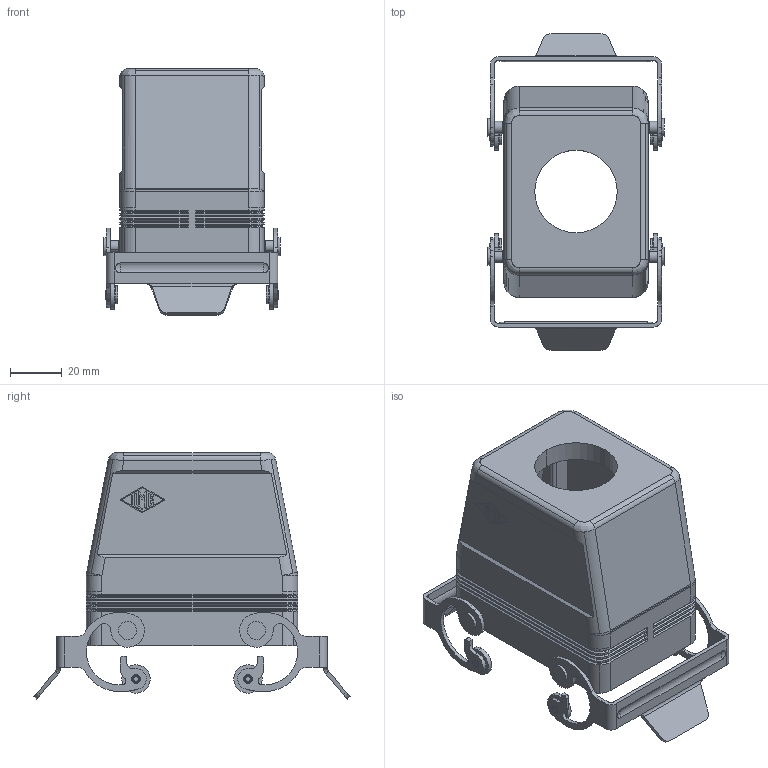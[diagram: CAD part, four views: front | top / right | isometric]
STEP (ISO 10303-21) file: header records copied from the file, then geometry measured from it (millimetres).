
FILE_DESCRIPTION(('Creo Elements/Direct Modeling STEP Export'),'2;1');
FILE_NAME('0ln7uvk527595l27512','2020-04-14T10:36:45',(''),(''),'Creo Elements/Direct Modeling STEP processor for AP214 (Solid Model)','Creo Elements/Direct Modeling 20.1B 02-Apr-2019 (C) Parametric Technology GmbH','');
FILE_SCHEMA(('AUTOMOTIVE_DESIGN { 1 0 10303 214 1 1 1 1 }'));
Length unit declared in the file: millimetre
Products named in the file (7): MFVX 50 X32; Leva; Leva.1
Assembly tree (6 placements, depth 3):
  MFVX 50 X32
    Leva.1
      Leva.1
    Leva
      Leva
    MFVX 50 X32
      MFVX 50 X32
Bounding box: 68.5 x 122.79 x 95.65 mm (x, y, z)
Volume: 85183.9 mm3; surface area: 57160.7 mm2
Topology: 3 solids, 7 shells, 691 faces, 1676 edges, 1058 vertices
Faces by surface type: cylinder 320, plane 277, cone 70, sphere 12, bspline 8, extrusion 4
Entity records: 22389 total; most frequent: CARTESIAN_POINT 4866, DIRECTION 3431, ORIENTED_EDGE 3336, EDGE_CURVE 1668, AXIS2_PLACEMENT_3D 1271, VERTEX_POINT 1058, VECTOR 889, LINE 885
